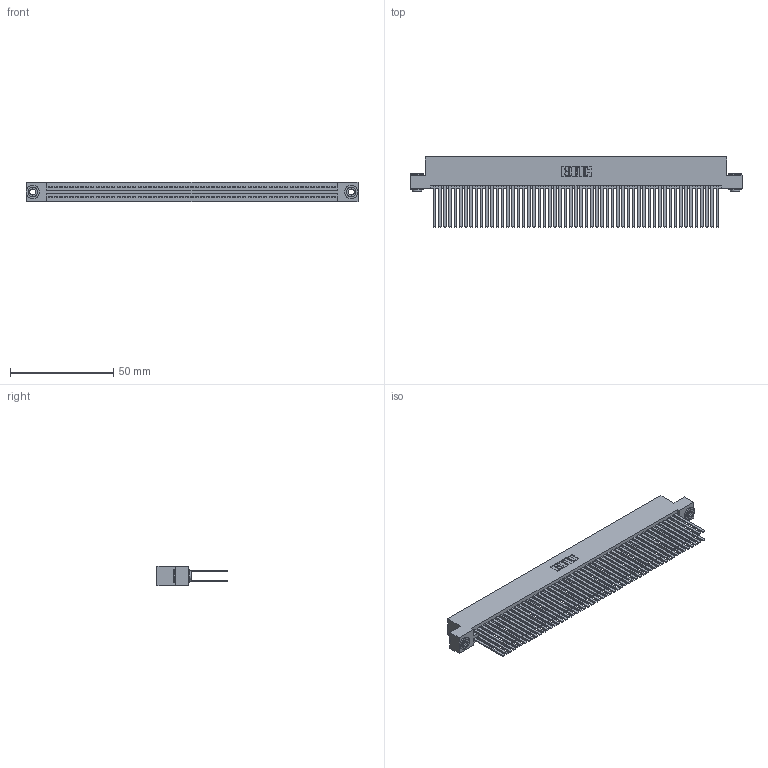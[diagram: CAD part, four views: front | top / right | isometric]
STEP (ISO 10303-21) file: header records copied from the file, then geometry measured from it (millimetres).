
FILE_DESCRIPTION (( 'STEP AP203' ), '1' );
FILE_NAME ('345-110-544-203.STEP', '2018-10-07T11:10:26', ( '' ), ( '' ), 'SwSTEP 2.0', 'SolidWorks 2016', '' );
FILE_SCHEMA (( 'CONFIG_CONTROL_DESIGN' ));
Length unit declared in the file: inch
Products named in the file (4): 345-110-544-203; 345-292-001_345-293-144; 345 Part_Flush Mounting Lugs - 0.156 Dia-TH; 345-250-002_345-250-002-102
Assembly tree (113 placements, depth 2):
  345-110-544-203
    345 Part_Flush Mounting Lugs - 0.156 Dia-TH
    345-292-001_345-293-144  x110
    345-250-002_345-250-002-102  x2
Bounding box: 160.91 x 33.96 x 9.4 mm (x, y, z)
Volume: 17312.9 mm3; surface area: 30567.5 mm2
Topology: 113 solids, 113 shells, 5004 faces, 14827 edges, 9734 vertices
Faces by surface type: plane 3280, cylinder 1716, cone 8
Entity records: 41870 total; most frequent: CARTESIAN_POINT 6979, ORIENTED_EDGE 6906, DIRECTION 6167, EDGE_CURVE 3453, VECTOR 3081, LINE 3081, VERTEX_POINT 2298, AXIS2_PLACEMENT_3D 1543
